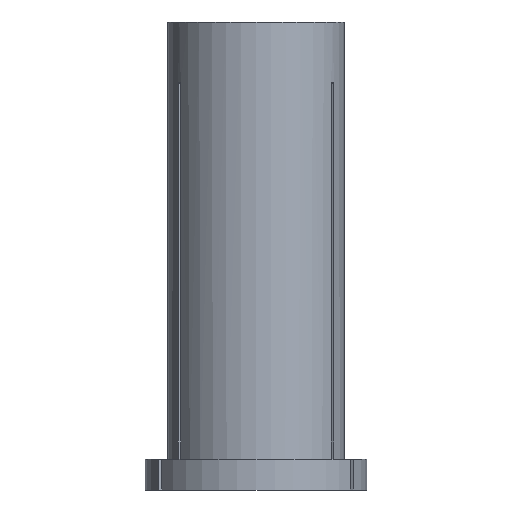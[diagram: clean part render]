
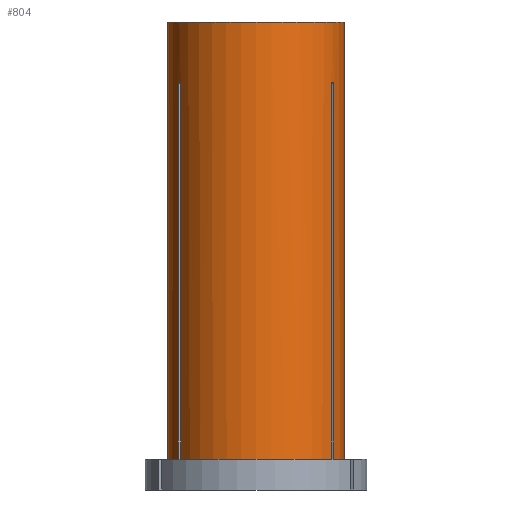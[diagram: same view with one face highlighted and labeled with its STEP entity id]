
A CAD part, front view. The second image highlights one B-rep face of the part: STEP entity #804.
In plain terms, the highlighted cylindrical face has radius 10 mm (diameter 20 mm), a partial arc.
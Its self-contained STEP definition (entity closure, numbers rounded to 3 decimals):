
#2 = EDGE_CURVE ( 'NONE', #514, #557, #628, .T. ) ;
#21 = CYLINDRICAL_SURFACE ( 'NONE', #916, 10. ) ;
#36 = AXIS2_PLACEMENT_3D ( 'NONE', #781, #1433, #722 ) ;
#45 = CARTESIAN_POINT ( 'NONE',  ( -8.559, -5.172, -6.81 ) ) ;
#59 = CARTESIAN_POINT ( 'NONE',  ( 10., 0., 0. ) ) ;
#60 = AXIS2_PLACEMENT_3D ( 'NONE', #1507, #908, #1024 ) ;
#66 = ORIENTED_EDGE ( 'NONE', *, *, #1078, .T. ) ;
#72 = EDGE_CURVE ( 'NONE', #1276, #223, #866, .T. ) ;
#76 = DIRECTION ( 'NONE',  ( 1., 0., 0. ) ) ;
#89 = EDGE_CURVE ( 'NONE', #514, #426, #597, .T. ) ;
#104 = DIRECTION ( 'NONE',  ( 0., 0., 1. ) ) ;
#153 = VECTOR ( 'NONE', #975, 1000. ) ;
#175 = VECTOR ( 'NONE', #1151, 1000. ) ;
#184 = DIRECTION ( 'NONE',  ( 0., 0., 1. ) ) ;
#187 = DIRECTION ( 'NONE',  ( 0., 0., 1. ) ) ;
#202 = CARTESIAN_POINT ( 'NONE',  ( -8.506, -5.258, -49.4 ) ) ;
#213 = VERTEX_POINT ( 'NONE', #1087 ) ;
#223 = VERTEX_POINT ( 'NONE', #654 ) ;
#238 = CIRCLE ( 'NONE', #36, 10. ) ;
#270 = VECTOR ( 'NONE', #184, 1000. ) ;
#279 = CARTESIAN_POINT ( 'NONE',  ( 8.506, -5.258, 0. ) ) ;
#290 = EDGE_CURVE ( 'NONE', #426, #1386, #577, .T. ) ;
#299 = DIRECTION ( 'NONE',  ( 0., 0., 1. ) ) ;
#307 = CARTESIAN_POINT ( 'NONE',  ( -8.806, -4.738, -6.812 ) ) ;
#319 = VERTEX_POINT ( 'NONE', #1227 ) ;
#324 = VECTOR ( 'NONE', #299, 1000. ) ;
#327 = CARTESIAN_POINT ( 'NONE',  ( -8.506, -5.258, 0. ) ) ;
#345 = DIRECTION ( 'NONE',  ( 0., 0., 1. ) ) ;
#372 = CARTESIAN_POINT ( 'NONE',  ( 8.661, -5.001, -6.808 ) ) ;
#394 = CARTESIAN_POINT ( 'NONE',  ( -8.806, -4.738, -49.4 ) ) ;
#403 = CARTESIAN_POINT ( 'NONE',  ( -8.806, -4.738, -6.812 ) ) ;
#410 = EDGE_CURVE ( 'NONE', #319, #898, #463, .T. ) ;
#426 = VERTEX_POINT ( 'NONE', #1090 ) ;
#435 = VECTOR ( 'NONE', #1319, 1000. ) ;
#456 = CARTESIAN_POINT ( 'NONE',  ( -8.806, -4.738, 0. ) ) ;
#463 = LINE ( 'NONE', #1462, #153 ) ;
#472 = ORIENTED_EDGE ( 'NONE', *, *, #1457, .T. ) ;
#479 = AXIS2_PLACEMENT_3D ( 'NONE', #806, #104, #927 ) ;
#488 = CARTESIAN_POINT ( 'NONE',  ( 8.806, -4.738, -6.812 ) ) ;
#514 = VERTEX_POINT ( 'NONE', #738 ) ;
#529 = VERTEX_POINT ( 'NONE', #394 ) ;
#557 = VERTEX_POINT ( 'NONE', #827 ) ;
#573 = ORIENTED_EDGE ( 'NONE', *, *, #89, .T. ) ;
#577 = LINE ( 'NONE', #59, #270 ) ;
#597 = CIRCLE ( 'NONE', #60, 10. ) ;
#628 = LINE ( 'NONE', #1101, #324 ) ;
#653 = CIRCLE ( 'NONE', #479, 10. ) ;
#654 = CARTESIAN_POINT ( 'NONE',  ( -8.506, -5.258, -6.812 ) ) ;
#661 = EDGE_CURVE ( 'NONE', #529, #1191, #785, .T. ) ;
#671 = CARTESIAN_POINT ( 'NONE',  ( 8.506, -5.258, -49.4 ) ) ;
#687 = CARTESIAN_POINT ( 'NONE',  ( 10., 0., 0. ) ) ;
#693 = ORIENTED_EDGE ( 'NONE', *, *, #661, .T. ) ;
#709 = CARTESIAN_POINT ( 'NONE',  ( 8.506, -5.258, -6.812 ) ) ;
#722 = DIRECTION ( 'NONE',  ( 1., 0., 0. ) ) ;
#738 = CARTESIAN_POINT ( 'NONE',  ( 8.806, -4.738, -49.4 ) ) ;
#751 = CARTESIAN_POINT ( 'NONE',  ( -8.662, -5., -6.808 ) ) ;
#781 = CARTESIAN_POINT ( 'NONE',  ( 0., 0., -49.4 ) ) ;
#785 = LINE ( 'NONE', #456, #175 ) ;
#798 = ORIENTED_EDGE ( 'NONE', *, *, #72, .F. ) ;
#800 = VERTEX_POINT ( 'NONE', #671 ) ;
#804 = ADVANCED_FACE ( 'NONE', ( #1261 ), #21, .T. ) ;
#806 = CARTESIAN_POINT ( 'NONE',  ( 0., 0., 0. ) ) ;
#815 = ORIENTED_EDGE ( 'NONE', *, *, #1012, .T. ) ;
#827 = CARTESIAN_POINT ( 'NONE',  ( 8.806, -4.738, -6.812 ) ) ;
#866 = LINE ( 'NONE', #327, #1459 ) ;
#868 = CARTESIAN_POINT ( 'NONE',  ( -8.506, -5.258, -6.812 ) ) ;
#883 = CARTESIAN_POINT ( 'NONE',  ( 0., 0., -49.4 ) ) ;
#898 = VERTEX_POINT ( 'NONE', #1420 ) ;
#900 = CARTESIAN_POINT ( 'NONE',  ( 0., 0., 0. ) ) ;
#908 = DIRECTION ( 'NONE',  ( 0., 0., 1. ) ) ;
#916 = AXIS2_PLACEMENT_3D ( 'NONE', #900, #1133, #76 ) ;
#927 = DIRECTION ( 'NONE',  ( 1., 0., 0. ) ) ;
#959 = B_SPLINE_CURVE_WITH_KNOTS ( 'NONE', 3,
 ( #403, #1212, #751, #45, #868 ),
 .UNSPECIFIED., .F., .F.,
 ( 4, 1, 4 ),
 ( 0.059, 0.059, 0.06 ),
 .UNSPECIFIED. ) ;
#975 = DIRECTION ( 'NONE',  ( 0., 0., 1. ) ) ;
#994 = DIRECTION ( 'NONE',  ( 1., 0., 0. ) ) ;
#1012 = EDGE_CURVE ( 'NONE', #319, #529, #238, .T. ) ;
#1024 = DIRECTION ( 'NONE',  ( 1., 0., 0. ) ) ;
#1078 = EDGE_CURVE ( 'NONE', #800, #213, #1448, .T. ) ;
#1087 = CARTESIAN_POINT ( 'NONE',  ( 8.506, -5.258, -6.812 ) ) ;
#1089 = ORIENTED_EDGE ( 'NONE', *, *, #1137, .T. ) ;
#1090 = CARTESIAN_POINT ( 'NONE',  ( 10., 0., -49.4 ) ) ;
#1096 = ORIENTED_EDGE ( 'NONE', *, *, #1347, .F. ) ;
#1101 = CARTESIAN_POINT ( 'NONE',  ( 8.806, -4.738, 0. ) ) ;
#1133 = DIRECTION ( 'NONE',  ( 0., 0., 1. ) ) ;
#1137 = EDGE_CURVE ( 'NONE', #1191, #223, #959, .T. ) ;
#1138 = ORIENTED_EDGE ( 'NONE', *, *, #410, .F. ) ;
#1151 = DIRECTION ( 'NONE',  ( 0., 0., 1. ) ) ;
#1181 = CARTESIAN_POINT ( 'NONE',  ( 8.759, -4.826, -6.81 ) ) ;
#1191 = VERTEX_POINT ( 'NONE', #307 ) ;
#1201 = EDGE_LOOP ( 'NONE', ( #1138, #815, #693, #1089, #798, #1438, #66, #472, #1299, #573, #1327, #1096 ) ) ;
#1205 = EDGE_CURVE ( 'NONE', #1276, #800, #1290, .T. ) ;
#1212 = CARTESIAN_POINT ( 'NONE',  ( -8.759, -4.826, -6.81 ) ) ;
#1227 = CARTESIAN_POINT ( 'NONE',  ( -10., 0., -49.4 ) ) ;
#1261 = FACE_OUTER_BOUND ( 'NONE', #1201, .T. ) ;
#1276 = VERTEX_POINT ( 'NONE', #202 ) ;
#1290 = CIRCLE ( 'NONE', #1455, 10. ) ;
#1299 = ORIENTED_EDGE ( 'NONE', *, *, #2, .F. ) ;
#1319 = DIRECTION ( 'NONE',  ( 0., 0., 1. ) ) ;
#1327 = ORIENTED_EDGE ( 'NONE', *, *, #290, .T. ) ;
#1347 = EDGE_CURVE ( 'NONE', #898, #1386, #653, .T. ) ;
#1386 = VERTEX_POINT ( 'NONE', #687 ) ;
#1420 = CARTESIAN_POINT ( 'NONE',  ( -10., 0., 0. ) ) ;
#1421 = CARTESIAN_POINT ( 'NONE',  ( 8.559, -5.173, -6.81 ) ) ;
#1433 = DIRECTION ( 'NONE',  ( 0., 0., 1. ) ) ;
#1438 = ORIENTED_EDGE ( 'NONE', *, *, #1205, .T. ) ;
#1448 = LINE ( 'NONE', #279, #435 ) ;
#1455 = AXIS2_PLACEMENT_3D ( 'NONE', #883, #187, #994 ) ;
#1457 = EDGE_CURVE ( 'NONE', #213, #557, #1517, .T. ) ;
#1459 = VECTOR ( 'NONE', #345, 1000. ) ;
#1462 = CARTESIAN_POINT ( 'NONE',  ( -10., 0., 0. ) ) ;
#1507 = CARTESIAN_POINT ( 'NONE',  ( 0., 0., -49.4 ) ) ;
#1517 = B_SPLINE_CURVE_WITH_KNOTS ( 'NONE', 3,
 ( #709, #1421, #372, #1181, #488 ),
 .UNSPECIFIED., .F., .F.,
 ( 4, 1, 4 ),
 ( 0.065, 0.065, 0.065 ),
 .UNSPECIFIED. ) ;
